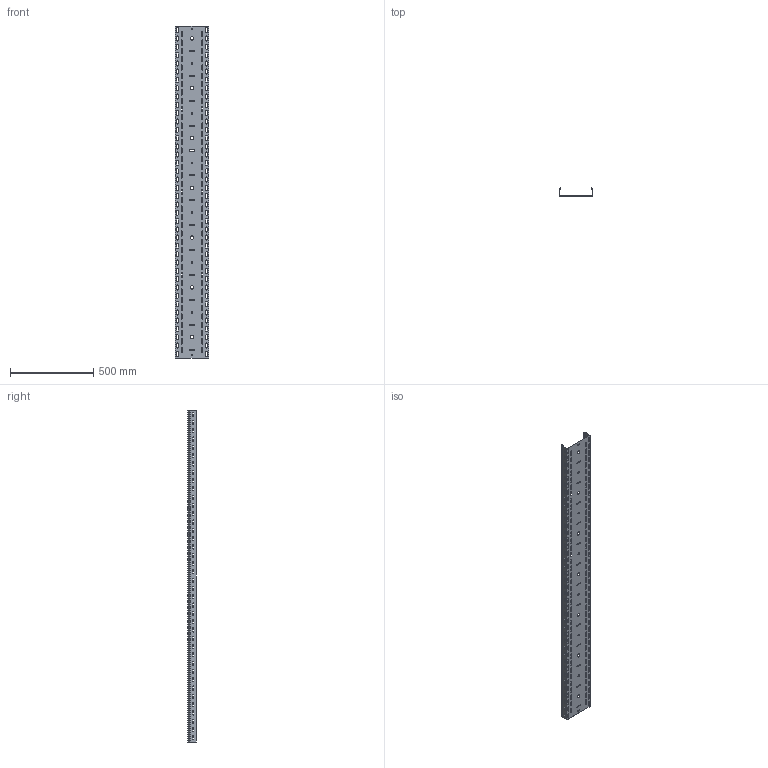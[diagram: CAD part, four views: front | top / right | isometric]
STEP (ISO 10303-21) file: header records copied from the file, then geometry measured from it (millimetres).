
FILE_DESCRIPTION (( 'STEP AP203' ), '1' );
FILE_NAME ('CLP10-050-200-150-2 Ëîòîê ïåðôîðèðîâàííûé ESCA 50õ200õ2000-1,5 IEK.STEP', '2021-10-04T06:59:30', ( '' ), ( '' ), 'SwSTEP 2.0', 'SolidWorks 2017', '' );
FILE_SCHEMA (( 'CONFIG_CONTROL_DESIGN' ));
Length unit declared in the file: millimetre
Products named in the file (1): CLP10-050-200-150-2 Ëîòîê ïåðôîðèðîâàííûé ESCA 50õ200õ2000-1,5 IEK
Bounding box: 200 x 49.97 x 2000 mm (x, y, z)
Volume: 1014471.2 mm3; surface area: 1164172.4 mm2
Topology: 1 solids, 1 shells, 1320 faces, 3954 edges, 2636 vertices
Faces by surface type: cylinder 774, plane 546
Entity records: 46207 total; most frequent: DIRECTION 8144, CARTESIAN_POINT 7911, ORIENTED_EDGE 7908, EDGE_CURVE 3954, AXIS2_PLACEMENT_3D 2869, VERTEX_POINT 2636, VECTOR 2406, LINE 2406
